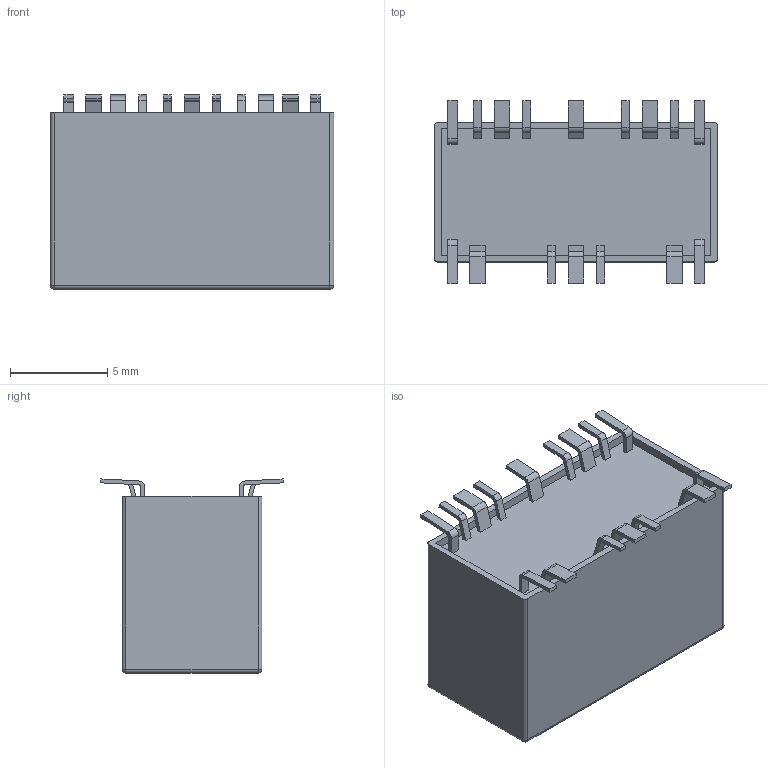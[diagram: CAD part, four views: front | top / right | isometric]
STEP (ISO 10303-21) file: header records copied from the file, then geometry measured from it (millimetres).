
FILE_DESCRIPTION((''),'2;1');
FILE_NAME('C-1462051-2','2014-01-23T',('workeradm'),('Tyco Electronics Ltd.'),'PRO/ENGINEER BY PARAMETRIC TECHNOLOGY CORPORATION, 2013050','PRO/ENGINEER BY PARAMETRIC TECHNOLOGY CORPORATION, 2013050','');
FILE_SCHEMA(('AUTOMOTIVE_DESIGN { 1 0 10303 214 1 1 1 1 }'));
Length unit declared in the file: millimetre
Products named in the file (1): C-1462051-2
Bounding box: 14.6 x 9.4 x 10 mm (x, y, z)
Volume: 921.2 mm3; surface area: 687.2 mm2
Topology: 1 solids, 1 shells, 167 faces, 432 edges, 284 vertices
Faces by surface type: plane 123, cylinder 40, sphere 4
Entity records: 5226 total; most frequent: CARTESIAN_POINT 885, ORIENTED_EDGE 864, DIRECTION 846, EDGE_CURVE 432, VECTOR 352, LINE 352, VERTEX_POINT 284, AXIS2_PLACEMENT_3D 247
